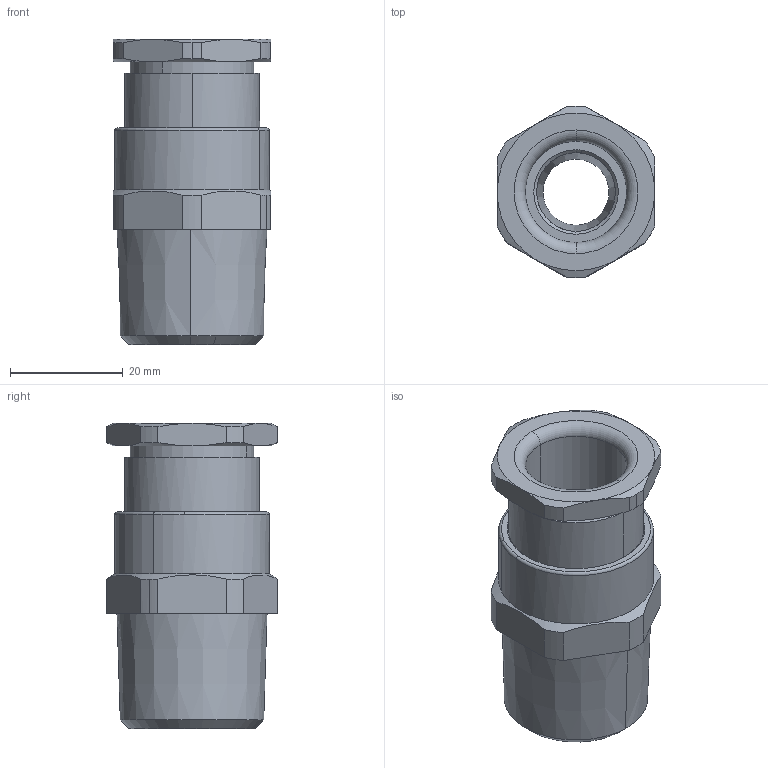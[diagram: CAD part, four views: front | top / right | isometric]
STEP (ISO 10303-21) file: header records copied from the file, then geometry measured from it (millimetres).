
FILE_DESCRIPTION(('CATIA V5 STEP Exchange','CAx-IF Rec.Pracs.--- Model Styling and Organization---1.5--- 2016-08-15','CAx-IF Rec.Pracs.---Supplemental Geometry---1.0---2011-11-01','CAx-IF Rec.Pracs.--- Composite Materials ---1.1---2010-07-15'),'2;1');
FILE_NAME ('118528-2_0', '2024-10-10T08:01:34+00:00', ('none'), ('Weidmueller'), 'CATIA Version 5-6 Release 2022 SP4 HF5', 'CATIA V5 STEP AP214 v3', 'none');
FILE_SCHEMA(('AUTOMOTIVE_DESIGN { 1 0 10303 214 1 1 1 1 }'));
Length unit declared in the file: millimetre
Products named in the file (1): A2L/20/NPT3/4-WM
Bounding box: 28 x 30.5 x 54.25 mm (x, y, z)
Volume: 19695.3 mm3; surface area: 11299.1 mm2
Topology: 2 solids, 2 shells, 109 faces, 270 edges, 172 vertices
Faces by surface type: cone 42, cylinder 36, plane 23, torus 8
Entity records: 3187 total; most frequent: CARTESIAN_POINT 755, ORIENTED_EDGE 540, DIRECTION 338, EDGE_CURVE 270, AXIS2_PLACEMENT_3D 199, VERTEX_POINT 172, CIRCLE 142, EDGE_LOOP 120
